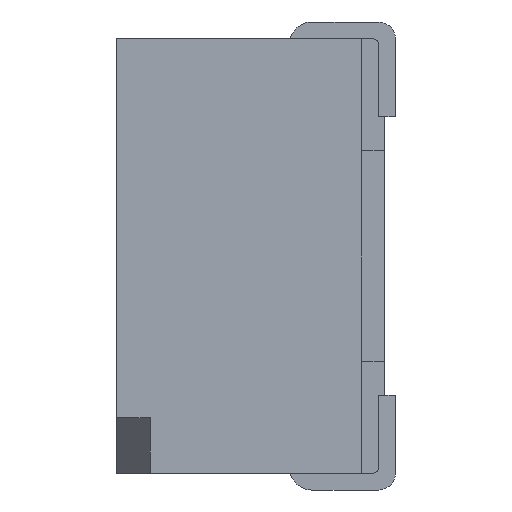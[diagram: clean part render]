
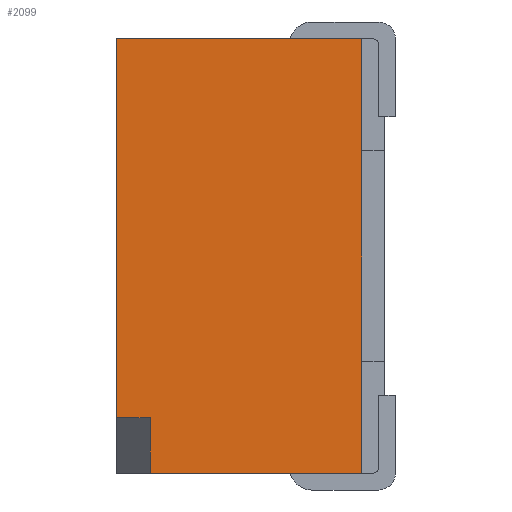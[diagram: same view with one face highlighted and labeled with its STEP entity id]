
A CAD part, left-side view. The second image highlights one B-rep face of the part: STEP entity #2099.
In plain terms, the highlighted planar face has unit normal (-1, 0, 0).
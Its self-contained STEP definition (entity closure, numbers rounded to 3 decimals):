
#214=ORIENTED_EDGE('',*,*,#792,.T.);
#215=ORIENTED_EDGE('',*,*,#793,.T.);
#216=ORIENTED_EDGE('',*,*,#794,.F.);
#217=ORIENTED_EDGE('',*,*,#787,.T.);
#218=ORIENTED_EDGE('',*,*,#795,.T.);
#219=ORIENTED_EDGE('',*,*,#796,.F.);
#787=EDGE_CURVE('',#1080,#1078,#1282,.T.);
#792=EDGE_CURVE('',#1084,#1085,#1287,.T.);
#793=EDGE_CURVE('',#1085,#1086,#1288,.T.);
#794=EDGE_CURVE('',#1080,#1086,#1289,.T.);
#795=EDGE_CURVE('',#1078,#1087,#1290,.T.);
#796=EDGE_CURVE('',#1084,#1087,#1291,.T.);
#1078=VERTEX_POINT('',#3810);
#1080=VERTEX_POINT('',#3813);
#1084=VERTEX_POINT('',#3823);
#1085=VERTEX_POINT('',#3824);
#1086=VERTEX_POINT('',#3826);
#1087=VERTEX_POINT('',#3829);
#1282=LINE('',#3812,#1538);
#1287=LINE('',#3822,#1543);
#1288=LINE('',#3825,#1544);
#1289=LINE('',#3827,#1545);
#1290=LINE('',#3828,#1546);
#1291=LINE('',#3830,#1547);
#1538=VECTOR('',#3212,1000.);
#1543=VECTOR('',#3219,1000.);
#1544=VECTOR('',#3220,1000.);
#1545=VECTOR('',#3221,1000.);
#1546=VECTOR('',#3222,1000.);
#1547=VECTOR('',#3223,1000.);
#1777=EDGE_LOOP('',(#214,#215,#216,#217,#218,#219));
#1895=FACE_BOUND('',#1777,.T.);
#2003=PLANE('',#2962);
#2099=ADVANCED_FACE('',(#1895),#2003,.F.);
#2962=AXIS2_PLACEMENT_3D('',#3821,#3217,#3218);
#3212=DIRECTION('',(0.,0.,-1.));
#3217=DIRECTION('',(1.,0.,0.));
#3218=DIRECTION('',(0.,0.,-1.));
#3219=DIRECTION('',(0.,-1.,0.));
#3220=DIRECTION('',(0.,0.,1.));
#3221=DIRECTION('',(0.,-1.,0.));
#3222=DIRECTION('',(0.,-1.,0.));
#3223=DIRECTION('',(0.,0.,1.));
#3810=CARTESIAN_POINT('',(-2.7,2.4,-1.45));
#3812=CARTESIAN_POINT('',(-2.7,2.4,1.95));
#3813=CARTESIAN_POINT('',(-2.7,2.4,1.95));
#3821=CARTESIAN_POINT('',(-2.7,2.4,1.95));
#3822=CARTESIAN_POINT('',(-2.7,2.4,-1.95));
#3823=CARTESIAN_POINT('',(-2.7,2.1,-1.95));
#3824=CARTESIAN_POINT('',(-2.7,0.2,-1.95));
#3825=CARTESIAN_POINT('',(-2.7,0.2,1.95));
#3826=CARTESIAN_POINT('',(-2.7,0.2,1.95));
#3827=CARTESIAN_POINT('',(-2.7,2.4,1.95));
#3828=CARTESIAN_POINT('',(-2.7,2.7,-1.45));
#3829=CARTESIAN_POINT('',(-2.7,2.1,-1.45));
#3830=CARTESIAN_POINT('',(-2.7,2.1,-1.95));
